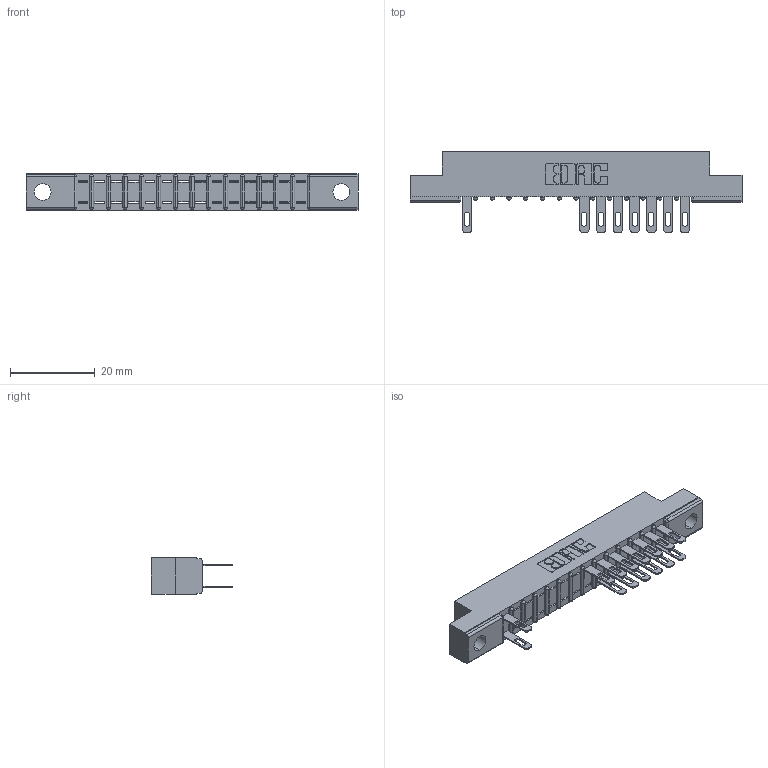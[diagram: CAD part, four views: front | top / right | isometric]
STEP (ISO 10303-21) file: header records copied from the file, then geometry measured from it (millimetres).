
FILE_DESCRIPTION (( 'STEP AP203' ), '1' );
FILE_NAME ('357-028-500-202.STEP', '2018-08-09T06:22:47', ( '' ), ( '' ), 'SwSTEP 2.0', 'SolidWorks 2016', '' );
FILE_SCHEMA (( 'CONFIG_CONTROL_DESIGN' ));
Length unit declared in the file: inch
Products named in the file (3): 307-290-001_500; 357-028-500-202; 307 Part_.128 Dia Mounting Holes
Assembly tree (16 placements, depth 2):
  357-028-500-202
    307 Part_.128 Dia Mounting Holes
    307-290-001_500  x15
Bounding box: 78.49 x 19.18 x 8.71 mm (x, y, z)
Volume: 4921.5 mm3; surface area: 7366.7 mm2
Topology: 16 solids, 16 shells, 953 faces, 2689 edges, 1730 vertices
Faces by surface type: plane 598, cylinder 325, sphere 30
Entity records: 15462 total; most frequent: CARTESIAN_POINT 2589, ORIENTED_EDGE 2574, DIRECTION 2537, EDGE_CURVE 1287, VECTOR 973, LINE 973, VERTEX_POINT 834, AXIS2_PLACEMENT_3D 782
